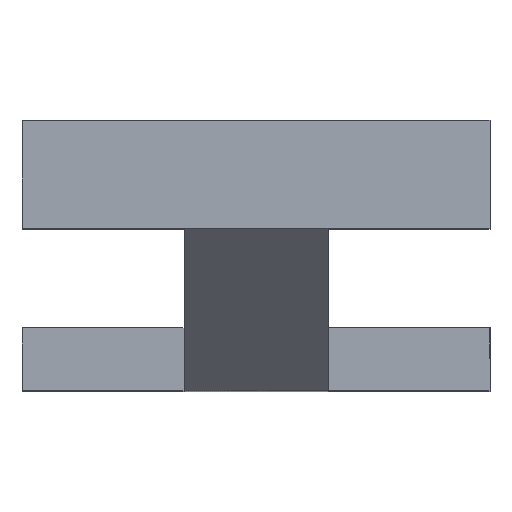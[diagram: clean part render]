
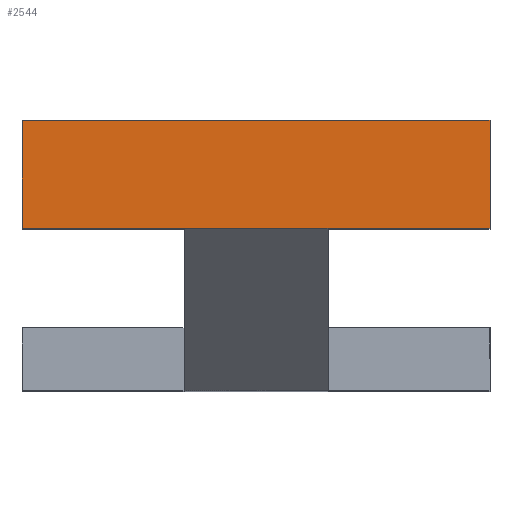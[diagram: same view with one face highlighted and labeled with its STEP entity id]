
A CAD part, top view. The second image highlights one B-rep face of the part: STEP entity #2544.
In plain terms, the highlighted planar face has unit normal (0, 0, 1).
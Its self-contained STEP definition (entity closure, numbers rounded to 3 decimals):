
#3 = VECTOR ( 'NONE', #329, 1000. ) ;
#24 = VERTEX_POINT ( 'NONE', #2516 ) ;
#35 = DIRECTION ( 'NONE',  ( 1., 0., 0. ) ) ;
#67 = EDGE_CURVE ( 'NONE', #1101, #1234, #1486, .T. ) ;
#83 = EDGE_CURVE ( 'NONE', #2552, #1234, #1595, .T. ) ;
#201 = EDGE_CURVE ( 'NONE', #2270, #2552, #1317, .T. ) ;
#267 = VECTOR ( 'NONE', #1331, 1000. ) ;
#289 = ORIENTED_EDGE ( 'NONE', *, *, #859, .T. ) ;
#329 = DIRECTION ( 'NONE',  ( 1., 0., 0. ) ) ;
#330 = LINE ( 'NONE', #1359, #267 ) ;
#342 = CARTESIAN_POINT ( 'NONE',  ( -13., 9., 21. ) ) ;
#398 = EDGE_LOOP ( 'NONE', ( #289, #594, #453, #1060, #2052, #1099 ) ) ;
#411 = VECTOR ( 'NONE', #1418, 1000. ) ;
#416 = LINE ( 'NONE', #1489, #411 ) ;
#428 = CARTESIAN_POINT ( 'NONE',  ( 13., 15., 21. ) ) ;
#438 = EDGE_CURVE ( 'NONE', #24, #2270, #2064, .T. ) ;
#441 = CARTESIAN_POINT ( 'NONE',  ( -13., 3.5, 21. ) ) ;
#453 = ORIENTED_EDGE ( 'NONE', *, *, #201, .T. ) ;
#564 = FACE_OUTER_BOUND ( 'NONE', #398, .T. ) ;
#572 = CARTESIAN_POINT ( 'NONE',  ( 4., 9., 21. ) ) ;
#594 = ORIENTED_EDGE ( 'NONE', *, *, #438, .T. ) ;
#637 = VECTOR ( 'NONE', #2356, 1000. ) ;
#728 = CARTESIAN_POINT ( 'NONE',  ( -13., 15., 21. ) ) ;
#817 = EDGE_CURVE ( 'NONE', #2449, #1101, #416, .T. ) ;
#859 = EDGE_CURVE ( 'NONE', #2449, #24, #330, .T. ) ;
#882 = DIRECTION ( 'NONE',  ( -1., 0., 0. ) ) ;
#963 = AXIS2_PLACEMENT_3D ( 'NONE', #441, #2135, #882 ) ;
#1060 = ORIENTED_EDGE ( 'NONE', *, *, #83, .T. ) ;
#1099 = ORIENTED_EDGE ( 'NONE', *, *, #817, .F. ) ;
#1101 = VERTEX_POINT ( 'NONE', #728 ) ;
#1234 = VERTEX_POINT ( 'NONE', #428 ) ;
#1317 = LINE ( 'NONE', #342, #3 ) ;
#1331 = DIRECTION ( 'NONE',  ( 1., 0., 0. ) ) ;
#1359 = CARTESIAN_POINT ( 'NONE',  ( -13., 9., 21. ) ) ;
#1418 = DIRECTION ( 'NONE',  ( 0., 1., 0. ) ) ;
#1486 = LINE ( 'NONE', #2282, #637 ) ;
#1489 = CARTESIAN_POINT ( 'NONE',  ( -13., 9., 21. ) ) ;
#1528 = CARTESIAN_POINT ( 'NONE',  ( 13., 9., 21. ) ) ;
#1595 = LINE ( 'NONE', #2218, #1881 ) ;
#1715 = CARTESIAN_POINT ( 'NONE',  ( -13., 9., 21. ) ) ;
#1785 = CARTESIAN_POINT ( 'NONE',  ( 4., 9., 21. ) ) ;
#1881 = VECTOR ( 'NONE', #2200, 1000. ) ;
#1937 = PLANE ( 'NONE',  #963 ) ;
#2052 = ORIENTED_EDGE ( 'NONE', *, *, #67, .F. ) ;
#2062 = VECTOR ( 'NONE', #35, 1000. ) ;
#2064 = LINE ( 'NONE', #1785, #2062 ) ;
#2135 = DIRECTION ( 'NONE',  ( 0., 0., -1. ) ) ;
#2200 = DIRECTION ( 'NONE',  ( 0., 1., 0. ) ) ;
#2218 = CARTESIAN_POINT ( 'NONE',  ( 13., 9., 21. ) ) ;
#2270 = VERTEX_POINT ( 'NONE', #572 ) ;
#2282 = CARTESIAN_POINT ( 'NONE',  ( -4., 15., 21. ) ) ;
#2356 = DIRECTION ( 'NONE',  ( 1., 0., 0. ) ) ;
#2449 = VERTEX_POINT ( 'NONE', #1715 ) ;
#2516 = CARTESIAN_POINT ( 'NONE',  ( -4., 9., 21. ) ) ;
#2544 = ADVANCED_FACE ( 'NONE', ( #564 ), #1937, .F. ) ;
#2552 = VERTEX_POINT ( 'NONE', #1528 ) ;
